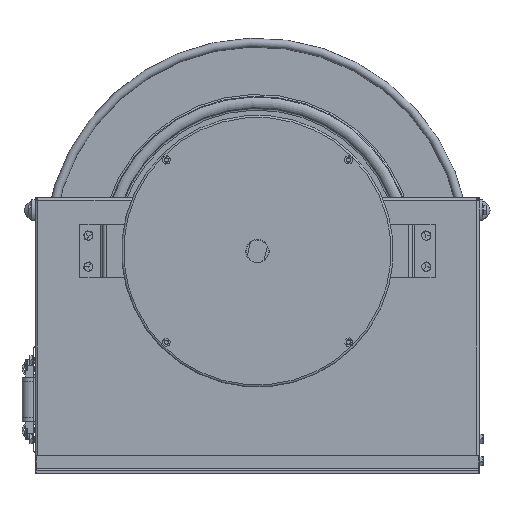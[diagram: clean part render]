
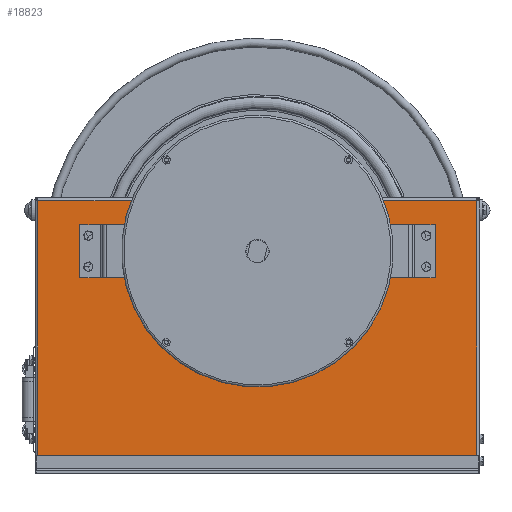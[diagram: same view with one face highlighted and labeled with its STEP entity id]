
A CAD part, top view. The second image highlights one B-rep face of the part: STEP entity #18823.
In plain terms, the highlighted planar face has unit normal (0, 0, 1).
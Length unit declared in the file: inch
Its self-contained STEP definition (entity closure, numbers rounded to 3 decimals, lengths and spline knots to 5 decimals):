
#931=FACE_BOUND('',#2241,.T.);
#932=FACE_BOUND('',#2242,.T.);
#933=FACE_BOUND('',#2243,.T.);
#934=FACE_BOUND('',#2244,.T.);
#935=FACE_BOUND('',#2245,.T.);
#936=FACE_BOUND('',#2246,.T.);
#937=FACE_BOUND('',#2247,.T.);
#938=FACE_BOUND('',#2248,.T.);
#1363=PLANE('',#19676);
#1706=FACE_OUTER_BOUND('',#2240,.T.);
#2240=EDGE_LOOP('',(#14277,#14278,#14279,#14280));
#2241=EDGE_LOOP('',(#14281));
#2242=EDGE_LOOP('',(#14282));
#2243=EDGE_LOOP('',(#14283));
#2244=EDGE_LOOP('',(#14284));
#2245=EDGE_LOOP('',(#14285));
#2246=EDGE_LOOP('',(#14286));
#2247=EDGE_LOOP('',(#14287));
#2248=EDGE_LOOP('',(#14288));
#3204=CIRCLE('',#19677,0.19);
#3205=CIRCLE('',#19678,0.19);
#3206=CIRCLE('',#19679,0.19);
#3207=CIRCLE('',#19680,0.19);
#3208=CIRCLE('',#19681,0.22);
#3209=CIRCLE('',#19682,0.22);
#3210=CIRCLE('',#19683,0.22);
#3211=CIRCLE('',#19684,1.44);
#4187=LINE('',#25854,#5844);
#4190=LINE('',#25869,#5847);
#4198=LINE('',#25894,#5855);
#4204=LINE('',#25922,#5861);
#5844=VECTOR('',#21160,15.3506);
#5847=VECTOR('',#21175,24.7012);
#5855=VECTOR('',#21197,24.7012);
#5861=VECTOR('',#21225,15.3506);
#7502=VERTEX_POINT('',#25851);
#7503=VERTEX_POINT('',#25853);
#7509=VERTEX_POINT('',#25868);
#7519=VERTEX_POINT('',#25892);
#7550=VERTEX_POINT('',#25968);
#7551=VERTEX_POINT('',#25970);
#7552=VERTEX_POINT('',#25972);
#7553=VERTEX_POINT('',#25974);
#7554=VERTEX_POINT('',#25976);
#7555=VERTEX_POINT('',#25978);
#7556=VERTEX_POINT('',#25980);
#7557=VERTEX_POINT('',#25982);
#10703=EDGE_CURVE('',#7503,#7502,#4187,.T.);
#10710=EDGE_CURVE('',#7509,#7503,#4190,.T.);
#10723=EDGE_CURVE('',#7519,#7502,#4198,.T.);
#10738=EDGE_CURVE('',#7519,#7509,#4204,.T.);
#10761=EDGE_CURVE('',#7550,#7550,#3204,.T.);
#10762=EDGE_CURVE('',#7551,#7551,#3205,.T.);
#10763=EDGE_CURVE('',#7552,#7552,#3206,.T.);
#10764=EDGE_CURVE('',#7553,#7553,#3207,.T.);
#10765=EDGE_CURVE('',#7554,#7554,#3208,.T.);
#10766=EDGE_CURVE('',#7555,#7555,#3209,.T.);
#10767=EDGE_CURVE('',#7556,#7556,#3210,.T.);
#10768=EDGE_CURVE('',#7557,#7557,#3211,.T.);
#14277=ORIENTED_EDGE('',*,*,#10703,.T.);
#14278=ORIENTED_EDGE('',*,*,#10723,.F.);
#14279=ORIENTED_EDGE('',*,*,#10738,.T.);
#14280=ORIENTED_EDGE('',*,*,#10710,.T.);
#14281=ORIENTED_EDGE('',*,*,#10761,.T.);
#14282=ORIENTED_EDGE('',*,*,#10762,.T.);
#14283=ORIENTED_EDGE('',*,*,#10763,.T.);
#14284=ORIENTED_EDGE('',*,*,#10764,.T.);
#14285=ORIENTED_EDGE('',*,*,#10765,.T.);
#14286=ORIENTED_EDGE('',*,*,#10766,.T.);
#14287=ORIENTED_EDGE('',*,*,#10767,.T.);
#14288=ORIENTED_EDGE('',*,*,#10768,.T.);
#18823=ADVANCED_FACE('',(#1706,#931,#932,#933,#934,#935,#936,#937,#938),
#1363,.T.);
#19676=AXIS2_PLACEMENT_3D('',#25967,#21265,#21266);
#19677=AXIS2_PLACEMENT_3D('',#25969,#21267,#21268);
#19678=AXIS2_PLACEMENT_3D('',#25971,#21269,#21270);
#19679=AXIS2_PLACEMENT_3D('',#25973,#21271,#21272);
#19680=AXIS2_PLACEMENT_3D('',#25975,#21273,#21274);
#19681=AXIS2_PLACEMENT_3D('',#25977,#21275,#21276);
#19682=AXIS2_PLACEMENT_3D('',#25979,#21277,#21278);
#19683=AXIS2_PLACEMENT_3D('',#25981,#21279,#21280);
#19684=AXIS2_PLACEMENT_3D('',#25983,#21281,#21282);
#21160=DIRECTION('',(0.,-1.,0.));
#21175=DIRECTION('',(-1.,0.,0.));
#21197=DIRECTION('',(-1.,0.,0.));
#21225=DIRECTION('',(0.,1.,0.));
#21265=DIRECTION('center_axis',(0.,0.,1.));
#21266=DIRECTION('ref_axis',(1.,0.,0.));
#21267=DIRECTION('center_axis',(0.,0.,-1.));
#21268=DIRECTION('ref_axis',(1.,0.,0.));
#21269=DIRECTION('center_axis',(0.,0.,-1.));
#21270=DIRECTION('ref_axis',(1.,0.,0.));
#21271=DIRECTION('center_axis',(0.,0.,-1.));
#21272=DIRECTION('ref_axis',(1.,0.,0.));
#21273=DIRECTION('center_axis',(0.,0.,-1.));
#21274=DIRECTION('ref_axis',(1.,0.,0.));
#21275=DIRECTION('center_axis',(0.,0.,-1.));
#21276=DIRECTION('ref_axis',(1.,0.,0.));
#21277=DIRECTION('center_axis',(0.,0.,-1.));
#21278=DIRECTION('ref_axis',(1.,0.,0.));
#21279=DIRECTION('center_axis',(0.,0.,-1.));
#21280=DIRECTION('ref_axis',(1.,0.,0.));
#21281=DIRECTION('center_axis',(0.,0.,-1.));
#21282=DIRECTION('ref_axis',(-1.,0.,0.));
#25851=CARTESIAN_POINT('',(-12.3506,-7.75,0.0747));
#25853=CARTESIAN_POINT('',(-12.3506,7.6006,0.0747));
#25854=CARTESIAN_POINT('',(-12.3506,-3.875,0.0747));
#25868=CARTESIAN_POINT('',(12.3506,7.6006,0.0747));
#25869=CARTESIAN_POINT('',(-6.25,7.6006,0.0747));
#25892=CARTESIAN_POINT('',(12.3506,-7.75,0.0747));
#25894=CARTESIAN_POINT('',(12.5,-7.75,0.0747));
#25922=CARTESIAN_POINT('',(12.3506,3.8003,0.0747));
#25967=CARTESIAN_POINT('Origin',(0.,0.,
0.0747));
#25968=CARTESIAN_POINT('',(9.69,3.875,0.0747));
#25969=CARTESIAN_POINT('Origin',(9.5,3.875,0.0747));
#25970=CARTESIAN_POINT('',(-9.31,5.625,0.0747));
#25971=CARTESIAN_POINT('Origin',(-9.5,5.625,0.0747));
#25972=CARTESIAN_POINT('',(-9.31,3.875,0.0747));
#25973=CARTESIAN_POINT('Origin',(-9.5,3.875,0.0747));
#25974=CARTESIAN_POINT('',(9.69,5.625,0.0747));
#25975=CARTESIAN_POINT('Origin',(9.5,5.625,0.0747));
#25976=CARTESIAN_POINT('',(1.76282,5.64075,0.0747));
#25977=CARTESIAN_POINT('Origin',(1.54282,5.64075,0.0747));
#25978=CARTESIAN_POINT('',(0.22,2.9685,0.0747));
#25979=CARTESIAN_POINT('Origin',(0.,2.9685,0.0747));
#25980=CARTESIAN_POINT('',(-1.32282,5.64075,0.0747));
#25981=CARTESIAN_POINT('Origin',(-1.54282,5.64075,0.0747));
#25982=CARTESIAN_POINT('',(1.44,4.75,0.0747));
#25983=CARTESIAN_POINT('Origin',(0.,4.75,0.0747));
